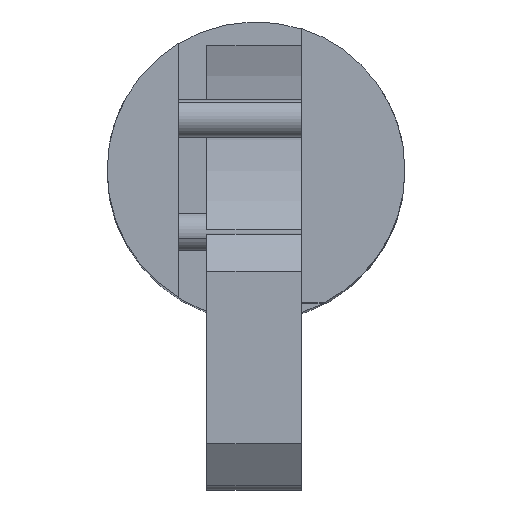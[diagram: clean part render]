
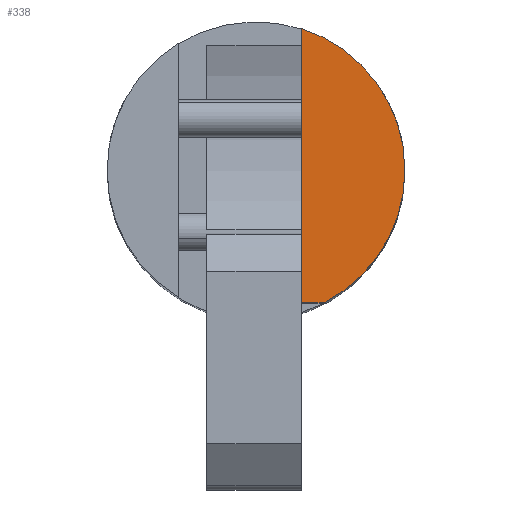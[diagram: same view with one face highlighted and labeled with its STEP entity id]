
A CAD part, top view. The second image highlights one B-rep face of the part: STEP entity #338.
In plain terms, the highlighted planar face has unit normal (0, 0, 1).
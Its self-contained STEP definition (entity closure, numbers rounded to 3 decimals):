
#91 = CARTESIAN_POINT ( 'NONE',  ( 0., 0., 54.9 ) ) ;
#277 = EDGE_CURVE ( 'NONE', #770, #1830, #2770, .T. ) ;
#338 = ADVANCED_FACE ( 'NONE', ( #2912 ), #602, .T. ) ;
#431 = VECTOR ( 'NONE', #1044, 1000. ) ;
#462 = ORIENTED_EDGE ( 'NONE', *, *, #277, .T. ) ;
#481 = CARTESIAN_POINT ( 'NONE',  ( 0., 0., 54.9 ) ) ;
#602 = PLANE ( 'NONE',  #2547 ) ;
#639 = CARTESIAN_POINT ( 'NONE',  ( 3.608, -7., 54.9 ) ) ;
#686 = CARTESIAN_POINT ( 'NONE',  ( 0., 0., 54.9 ) ) ;
#694 = CARTESIAN_POINT ( 'NONE',  ( 2.4, 7.5, 54.9 ) ) ;
#737 = ORIENTED_EDGE ( 'NONE', *, *, #1604, .T. ) ;
#749 = VERTEX_POINT ( 'NONE', #694 ) ;
#770 = VERTEX_POINT ( 'NONE', #639 ) ;
#795 = CARTESIAN_POINT ( 'NONE',  ( 2.4, -7., 54.9 ) ) ;
#806 = CIRCLE ( 'NONE', #2805, 7.875 ) ;
#876 = CARTESIAN_POINT ( 'NONE',  ( 7.875, 0., 54.9 ) ) ;
#1044 = DIRECTION ( 'NONE',  ( 0., 1., 0. ) ) ;
#1092 = AXIS2_PLACEMENT_3D ( 'NONE', #481, #3070, #2267 ) ;
#1130 = VECTOR ( 'NONE', #1816, 1000. ) ;
#1237 = DIRECTION ( 'NONE',  ( 0., 0., 1. ) ) ;
#1565 = LINE ( 'NONE', #1613, #1130 ) ;
#1604 = EDGE_CURVE ( 'NONE', #1830, #749, #806, .T. ) ;
#1613 = CARTESIAN_POINT ( 'NONE',  ( 1.812, -7., 54.9 ) ) ;
#1816 = DIRECTION ( 'NONE',  ( -1., 0., 0. ) ) ;
#1830 = VERTEX_POINT ( 'NONE', #876 ) ;
#1933 = DIRECTION ( 'NONE',  ( 0., 0., 1. ) ) ;
#2134 = CARTESIAN_POINT ( 'NONE',  ( 2.4, 0., 54.9 ) ) ;
#2152 = VERTEX_POINT ( 'NONE', #795 ) ;
#2267 = DIRECTION ( 'NONE',  ( 1., 0., 0. ) ) ;
#2268 = ORIENTED_EDGE ( 'NONE', *, *, #2766, .F. ) ;
#2547 = AXIS2_PLACEMENT_3D ( 'NONE', #91, #1933, #2979 ) ;
#2729 = EDGE_LOOP ( 'NONE', ( #2268, #462, #737, #2956 ) ) ;
#2766 = EDGE_CURVE ( 'NONE', #770, #2152, #1565, .T. ) ;
#2770 = CIRCLE ( 'NONE', #1092, 7.875 ) ;
#2805 = AXIS2_PLACEMENT_3D ( 'NONE', #686, #1237, #3315 ) ;
#2912 = FACE_OUTER_BOUND ( 'NONE', #2729, .T. ) ;
#2920 = LINE ( 'NONE', #2134, #431 ) ;
#2956 = ORIENTED_EDGE ( 'NONE', *, *, #3096, .F. ) ;
#2979 = DIRECTION ( 'NONE',  ( 1., 0., 0. ) ) ;
#3070 = DIRECTION ( 'NONE',  ( 0., 0., 1. ) ) ;
#3096 = EDGE_CURVE ( 'NONE', #2152, #749, #2920, .T. ) ;
#3315 = DIRECTION ( 'NONE',  ( 1., 0., 0. ) ) ;
